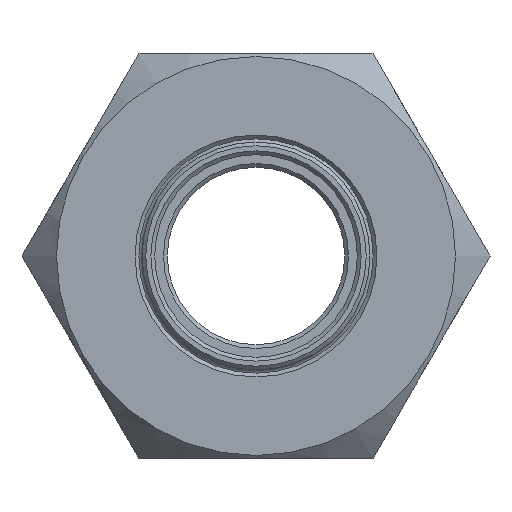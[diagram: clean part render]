
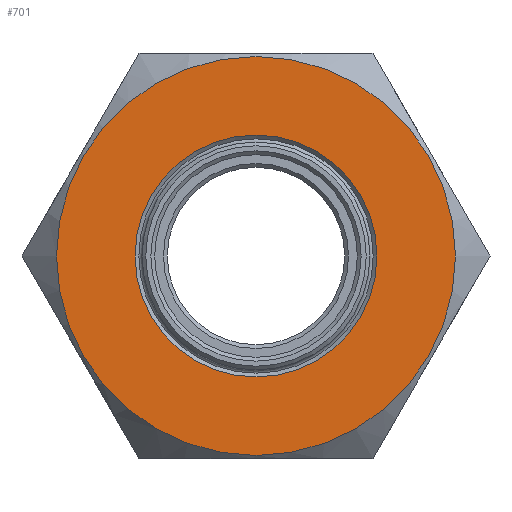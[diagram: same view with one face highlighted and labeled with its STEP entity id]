
A CAD part, left-side view. The second image highlights one B-rep face of the part: STEP entity #701.
In plain terms, the highlighted planar face has unit normal (-1, 0, 0).
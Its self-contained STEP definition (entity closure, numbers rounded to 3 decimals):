
#45=FACE_BOUND('',#131,.T.);
#62=PLANE('',#830);
#84=FACE_OUTER_BOUND('',#130,.T.);
#130=EDGE_LOOP('',(#524));
#131=EDGE_LOOP('',(#525));
#249=CIRCLE('',#811,15.75);
#256=CIRCLE('',#825,9.55);
#319=VERTEX_POINT('',#1222);
#325=VERTEX_POINT('',#1248);
#387=EDGE_CURVE('',#319,#319,#249,.T.);
#399=EDGE_CURVE('',#325,#325,#256,.T.);
#524=ORIENTED_EDGE('',*,*,#387,.T.);
#525=ORIENTED_EDGE('',*,*,#399,.F.);
#701=ADVANCED_FACE('',(#84,#45),#62,.T.);
#811=AXIS2_PLACEMENT_3D('',#1224,#928,#929);
#825=AXIS2_PLACEMENT_3D('',#1249,#961,#962);
#830=AXIS2_PLACEMENT_3D('',#1259,#973,#974);
#928=DIRECTION('center_axis',(-1.,0.,0.));
#929=DIRECTION('ref_axis',(0.,1.,0.));
#961=DIRECTION('center_axis',(-1.,0.,0.));
#962=DIRECTION('ref_axis',(0.,0.,-1.));
#973=DIRECTION('center_axis',(-1.,0.,0.));
#974=DIRECTION('ref_axis',(0.,0.,1.));
#1222=CARTESIAN_POINT('',(-13.5,-15.75,0.));
#1224=CARTESIAN_POINT('Origin',(-13.5,0.,0.));
#1248=CARTESIAN_POINT('',(-13.5,0.,9.55));
#1249=CARTESIAN_POINT('Origin',(-13.5,0.,0.));
#1259=CARTESIAN_POINT('Origin',(-13.5,0.,0.));
